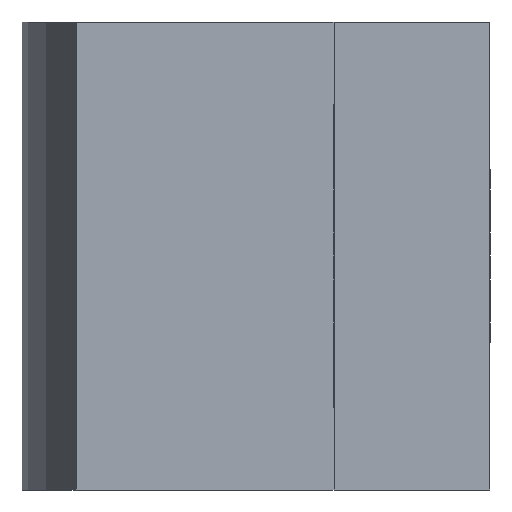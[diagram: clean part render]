
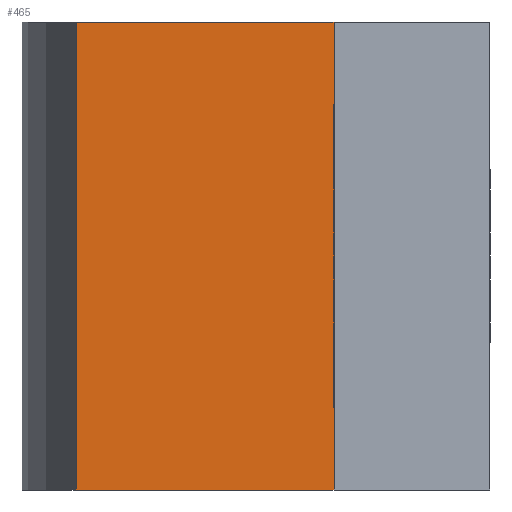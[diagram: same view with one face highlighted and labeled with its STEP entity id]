
A CAD part, left-side view. The second image highlights one B-rep face of the part: STEP entity #465.
In plain terms, the highlighted planar face has unit normal (-1, 0, 0).
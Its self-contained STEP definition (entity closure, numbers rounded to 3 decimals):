
#26 = EDGE_CURVE ( 'NONE', #326, #195, #164, .T. ) ;
#31 = CARTESIAN_POINT ( 'NONE',  ( -7., 13.266, 7.5 ) ) ;
#33 = FACE_OUTER_BOUND ( 'NONE', #260, .T. ) ;
#57 = VECTOR ( 'NONE', #498, 1000. ) ;
#91 = VECTOR ( 'NONE', #385, 1000. ) ;
#105 = CARTESIAN_POINT ( 'NONE',  ( -7., 0., 7.5 ) ) ;
#109 = EDGE_CURVE ( 'NONE', #185, #195, #428, .T. ) ;
#114 = DIRECTION ( 'NONE',  ( 0., 0., -1. ) ) ;
#119 = DIRECTION ( 'NONE',  ( -1., 0., 0. ) ) ;
#147 = CARTESIAN_POINT ( 'NONE',  ( -7., 15., -10.211 ) ) ;
#164 = LINE ( 'NONE', #214, #57 ) ;
#178 = CARTESIAN_POINT ( 'NONE',  ( -7., 13.266, -7.5 ) ) ;
#180 = VECTOR ( 'NONE', #114, 1000. ) ;
#181 = CARTESIAN_POINT ( 'NONE',  ( -7., 0., -7.5 ) ) ;
#185 = VERTEX_POINT ( 'NONE', #299 ) ;
#187 = DIRECTION ( 'NONE',  ( 0., 1., 0. ) ) ;
#195 = VERTEX_POINT ( 'NONE', #178 ) ;
#204 = ORIENTED_EDGE ( 'NONE', *, *, #26, .T. ) ;
#214 = CARTESIAN_POINT ( 'NONE',  ( -7., 13.266, 7.5 ) ) ;
#260 = EDGE_LOOP ( 'NONE', ( #204, #318, #265, #375 ) ) ;
#265 = ORIENTED_EDGE ( 'NONE', *, *, #395, .F. ) ;
#299 = CARTESIAN_POINT ( 'NONE',  ( -7., 5., -7.5 ) ) ;
#303 = VECTOR ( 'NONE', #187, 1000. ) ;
#307 = CARTESIAN_POINT ( 'NONE',  ( -7., 5., 7.5 ) ) ;
#318 = ORIENTED_EDGE ( 'NONE', *, *, #109, .F. ) ;
#326 = VERTEX_POINT ( 'NONE', #31 ) ;
#334 = VERTEX_POINT ( 'NONE', #307 ) ;
#356 = LINE ( 'NONE', #433, #180 ) ;
#375 = ORIENTED_EDGE ( 'NONE', *, *, #416, .T. ) ;
#377 = AXIS2_PLACEMENT_3D ( 'NONE', #147, #119, #403 ) ;
#385 = DIRECTION ( 'NONE',  ( 0., 1., 0. ) ) ;
#395 = EDGE_CURVE ( 'NONE', #334, #185, #356, .T. ) ;
#403 = DIRECTION ( 'NONE',  ( 0., 0., 1. ) ) ;
#416 = EDGE_CURVE ( 'NONE', #334, #326, #438, .T. ) ;
#428 = LINE ( 'NONE', #181, #303 ) ;
#433 = CARTESIAN_POINT ( 'NONE',  ( -7., 5., -10.211 ) ) ;
#438 = LINE ( 'NONE', #105, #91 ) ;
#465 = ADVANCED_FACE ( 'NONE', ( #33 ), #519, .T. ) ;
#498 = DIRECTION ( 'NONE',  ( 0., 0., -1. ) ) ;
#519 = PLANE ( 'NONE',  #377 ) ;
